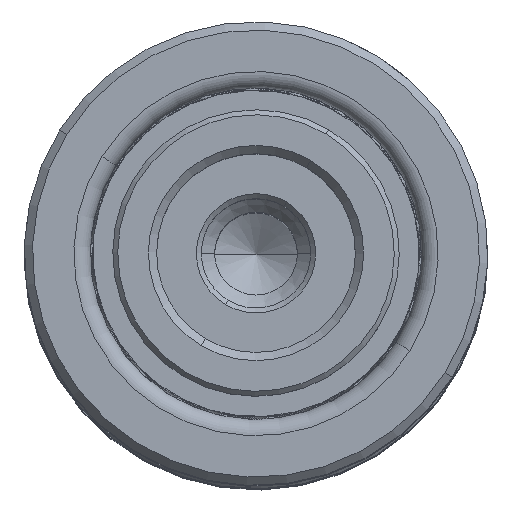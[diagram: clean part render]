
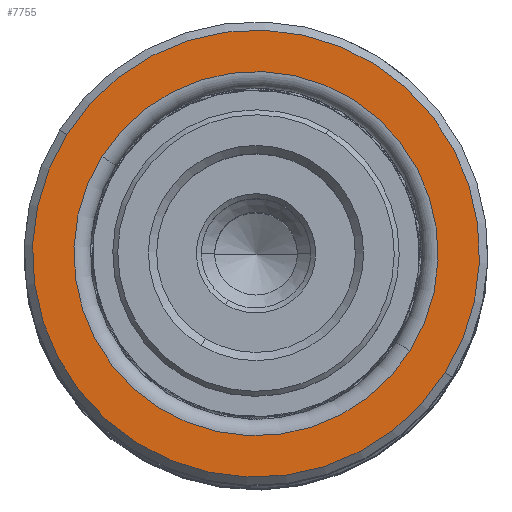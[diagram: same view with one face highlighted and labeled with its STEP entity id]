
A CAD part, top view. The second image highlights one B-rep face of the part: STEP entity #7755.
In plain terms, the highlighted face is planar.
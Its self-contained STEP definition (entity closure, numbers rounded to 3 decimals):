
#198 = CARTESIAN_POINT ( 'NONE',  ( 0., 0., 0. ) ) ;
#2909 = DIRECTION ( 'NONE',  ( 1., 0., 0. ) ) ;
#3244 = ORIENTED_EDGE ( 'NONE', *, *, #24033, .T. ) ;
#3512 = VERTEX_POINT ( 'NONE', #16257 ) ;
#3638 = EDGE_LOOP ( 'NONE', ( #24525, #3244 ) ) ;
#4221 = AXIS2_PLACEMENT_3D ( 'NONE', #30478, #14347, #33178 ) ;
#7245 = AXIS2_PLACEMENT_3D ( 'NONE', #14834, #33672, #17572 ) ;
#7374 = DIRECTION ( 'NONE',  ( 0., 0., 1. ) ) ;
#7755 = ADVANCED_FACE ( 'NONE', ( #18225, #19070 ), #27110, .F. ) ;
#9972 = CIRCLE ( 'NONE', #4221, 11. ) ;
#11165 = AXIS2_PLACEMENT_3D ( 'NONE', #198, #19089, #2909 ) ;
#13671 = DIRECTION ( 'NONE',  ( 1., 0., 0. ) ) ;
#14283 = AXIS2_PLACEMENT_3D ( 'NONE', #23565, #7374, #26257 ) ;
#14347 = DIRECTION ( 'NONE',  ( 0., 0., 1. ) ) ;
#14834 = CARTESIAN_POINT ( 'NONE',  ( 0., 0., 0. ) ) ;
#15747 = VERTEX_POINT ( 'NONE', #22699 ) ;
#16257 = CARTESIAN_POINT ( 'NONE',  ( 11., 0., 0. ) ) ;
#17572 = DIRECTION ( 'NONE',  ( 1., 0., 0. ) ) ;
#17661 = CARTESIAN_POINT ( 'NONE',  ( -11., 0., 0. ) ) ;
#18225 = FACE_BOUND ( 'NONE', #23558, .T. ) ;
#19070 = FACE_OUTER_BOUND ( 'NONE', #3638, .T. ) ;
#19089 = DIRECTION ( 'NONE',  ( 0., 0., -1. ) ) ;
#20490 = ORIENTED_EDGE ( 'NONE', *, *, #25607, .T. ) ;
#21928 = ORIENTED_EDGE ( 'NONE', *, *, #34054, .T. ) ;
#22699 = CARTESIAN_POINT ( 'NONE',  ( -13.5, 0., 0. ) ) ;
#23046 = VERTEX_POINT ( 'NONE', #17661 ) ;
#23227 = CARTESIAN_POINT ( 'NONE',  ( 13.5, 0., 0. ) ) ;
#23558 = EDGE_LOOP ( 'NONE', ( #20490, #21928 ) ) ;
#23565 = CARTESIAN_POINT ( 'NONE',  ( 0., 0., 0. ) ) ;
#24033 = EDGE_CURVE ( 'NONE', #15747, #27302, #25923, .T. ) ;
#24410 = CARTESIAN_POINT ( 'NONE',  ( 0., 0., 0. ) ) ;
#24525 = ORIENTED_EDGE ( 'NONE', *, *, #31353, .T. ) ;
#25607 = EDGE_CURVE ( 'NONE', #3512, #23046, #27131, .T. ) ;
#25923 = CIRCLE ( 'NONE', #7245, 13.5 ) ;
#26257 = DIRECTION ( 'NONE',  ( 1., 0., 0. ) ) ;
#27110 = PLANE ( 'NONE',  #30354 ) ;
#27131 = CIRCLE ( 'NONE', #14283, 11. ) ;
#27302 = VERTEX_POINT ( 'NONE', #23227 ) ;
#28285 = CIRCLE ( 'NONE', #11165, 13.5 ) ;
#29819 = DIRECTION ( 'NONE',  ( 0., 0., 1. ) ) ;
#30354 = AXIS2_PLACEMENT_3D ( 'NONE', #24410, #29819, #13671 ) ;
#30478 = CARTESIAN_POINT ( 'NONE',  ( 0., 0., 0. ) ) ;
#31353 = EDGE_CURVE ( 'NONE', #27302, #15747, #28285, .T. ) ;
#33178 = DIRECTION ( 'NONE',  ( 1., 0., 0. ) ) ;
#33672 = DIRECTION ( 'NONE',  ( 0., 0., -1. ) ) ;
#34054 = EDGE_CURVE ( 'NONE', #23046, #3512, #9972, .T. ) ;
